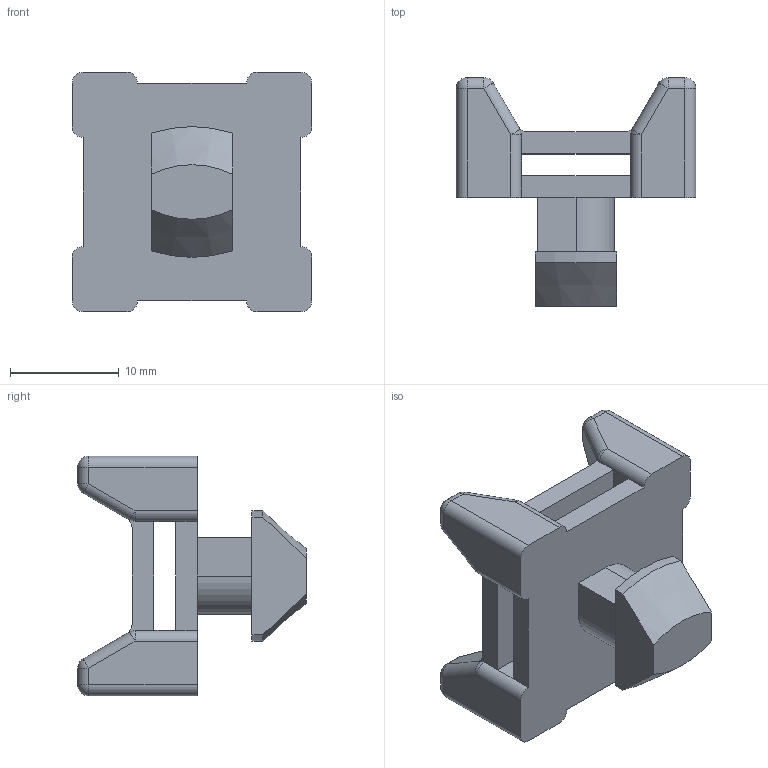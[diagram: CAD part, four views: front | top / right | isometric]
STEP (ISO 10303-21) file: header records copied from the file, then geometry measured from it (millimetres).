
FILE_DESCRIPTION((''),'2;1');
FILE_NAME('AR3305.stp','2021-01-21T10:35:53',('arma03'),(''),'Autodesk Inventor 2013','Autodesk Inventor 2013','');
FILE_SCHEMA(('AUTOMOTIVE_DESIGN { 1 0 10303 214 1 1 1 1 }'));
Length unit declared in the file: millimetre
Products named in the file (1): AR3305
Bounding box: 22 x 21 x 22 mm (x, y, z)
Volume: 3003.9 mm3; surface area: 2598.3 mm2
Topology: 1 solids, 1 shells, 130 faces, 308 edges, 176 vertices
Faces by surface type: cylinder 52, plane 48, sphere 24, bspline 4, cone 2
Entity records: 3784 total; most frequent: CARTESIAN_POINT 719, DIRECTION 676, ORIENTED_EDGE 616, EDGE_CURVE 308, AXIS2_PLACEMENT_3D 245, VECTOR 186, LINE 186, VERTEX_POINT 176
